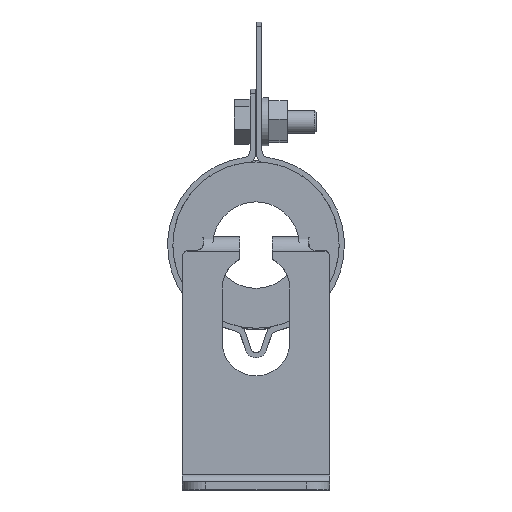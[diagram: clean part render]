
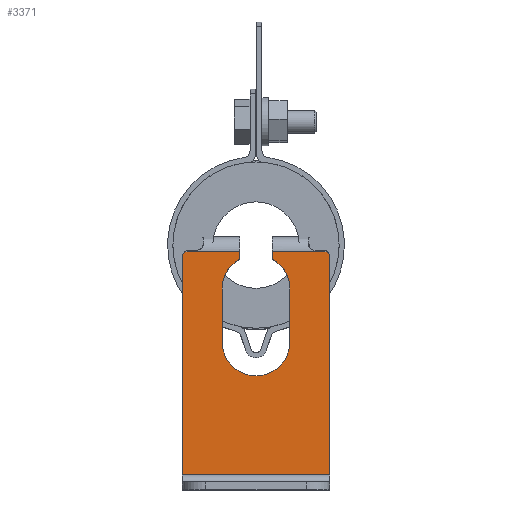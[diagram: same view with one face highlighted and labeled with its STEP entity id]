
A CAD part, front view. The second image highlights one B-rep face of the part: STEP entity #3371.
In plain terms, the highlighted planar face has unit normal (0, -1, 0).
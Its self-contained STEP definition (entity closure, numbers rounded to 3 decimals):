
#137=ELLIPSE('',#3867,1.004,1.);
#138=ELLIPSE('',#3869,1.004,1.);
#239=LINE('',#10302,#509);
#256=LINE('',#10370,#526);
#261=LINE('',#10397,#531);
#295=LINE('',#10500,#565);
#296=LINE('',#10503,#566);
#297=LINE('',#10504,#567);
#298=LINE('',#10508,#568);
#299=LINE('',#10509,#569);
#300=LINE('',#10511,#570);
#509=VECTOR('',#4314,1000.);
#526=VECTOR('',#4361,1000.);
#531=VECTOR('',#4376,1000.);
#565=VECTOR('',#4458,1000.);
#566=VECTOR('',#4463,1000.);
#567=VECTOR('',#4464,1000.);
#568=VECTOR('',#4467,1000.);
#569=VECTOR('',#4468,1000.);
#570=VECTOR('',#4469,1000.);
#779=PLANE('',#3866);
#1286=ORIENTED_EDGE('',*,*,#2004,.T.);
#1287=ORIENTED_EDGE('',*,*,#2093,.T.);
#1288=ORIENTED_EDGE('',*,*,#2032,.T.);
#1289=ORIENTED_EDGE('',*,*,#2094,.F.);
#1290=ORIENTED_EDGE('',*,*,#2018,.F.);
#1291=ORIENTED_EDGE('',*,*,#2095,.F.);
#1292=ORIENTED_EDGE('',*,*,#2096,.F.);
#1293=ORIENTED_EDGE('',*,*,#2097,.F.);
#1294=ORIENTED_EDGE('',*,*,#2015,.F.);
#1295=ORIENTED_EDGE('',*,*,#2098,.F.);
#1296=ORIENTED_EDGE('',*,*,#2099,.T.);
#1297=ORIENTED_EDGE('',*,*,#2100,.T.);
#1298=ORIENTED_EDGE('',*,*,#2042,.F.);
#1299=ORIENTED_EDGE('',*,*,#2092,.F.);
#2004=EDGE_CURVE('',#2455,#2454,#239,.T.);
#2015=EDGE_CURVE('',#2464,#2466,#2726,.T.);
#2018=EDGE_CURVE('',#2468,#2469,#2728,.T.);
#2032=EDGE_CURVE('',#2480,#2481,#256,.T.);
#2042=EDGE_CURVE('',#2488,#2489,#261,.T.);
#2092=EDGE_CURVE('',#2455,#2488,#295,.T.);
#2093=EDGE_CURVE('',#2454,#2480,#137,.T.);
#2094=EDGE_CURVE('',#2469,#2481,#296,.F.);
#2095=EDGE_CURVE('',#2522,#2468,#297,.T.);
#2096=EDGE_CURVE('',#2523,#2522,#2742,.T.);
#2097=EDGE_CURVE('',#2466,#2523,#298,.T.);
#2098=EDGE_CURVE('',#2524,#2464,#299,.T.);
#2099=EDGE_CURVE('',#2524,#2525,#300,.T.);
#2100=EDGE_CURVE('',#2525,#2489,#138,.T.);
#2454=VERTEX_POINT('',#10301);
#2455=VERTEX_POINT('',#10303);
#2464=VERTEX_POINT('',#10324);
#2466=VERTEX_POINT('',#10327);
#2468=VERTEX_POINT('',#10333);
#2469=VERTEX_POINT('',#10334);
#2480=VERTEX_POINT('',#10371);
#2481=VERTEX_POINT('',#10372);
#2488=VERTEX_POINT('',#10398);
#2489=VERTEX_POINT('',#10399);
#2522=VERTEX_POINT('',#10505);
#2523=VERTEX_POINT('',#10507);
#2524=VERTEX_POINT('',#10510);
#2525=VERTEX_POINT('',#10512);
#2726=CIRCLE('',#3826,5.099);
#2728=CIRCLE('',#3829,5.099);
#2742=CIRCLE('',#3868,5.099);
#2885=EDGE_LOOP('',(#1286,#1287,#1288,#1289,#1290,#1291,#1292,#1293,#1294,
#1295,#1296,#1297,#1298,#1299));
#3095=FACE_BOUND('',#2885,.T.);
#3371=ADVANCED_FACE('',(#3095),#779,.T.);
#3826=AXIS2_PLACEMENT_3D('',#10326,#4331,#4332);
#3829=AXIS2_PLACEMENT_3D('',#10332,#4338,#4339);
#3866=AXIS2_PLACEMENT_3D('',#10501,#4459,#4460);
#3867=AXIS2_PLACEMENT_3D('',#10502,#4461,#4462);
#3868=AXIS2_PLACEMENT_3D('',#10506,#4465,#4466);
#3869=AXIS2_PLACEMENT_3D('',#10513,#4470,#4471);
#4314=DIRECTION('',(0.,0.,1.));
#4331=DIRECTION('',(0.,-1.,0.));
#4332=DIRECTION('',(0.,0.,-1.));
#4338=DIRECTION('',(0.,-1.,0.));
#4339=DIRECTION('',(0.,0.,-1.));
#4361=DIRECTION('',(-1.,0.,0.));
#4376=DIRECTION('',(0.,0.,1.));
#4458=DIRECTION('',(-1.,0.,0.));
#4459=DIRECTION('',(0.,-1.,0.));
#4460=DIRECTION('',(0.,0.,-1.));
#4461=DIRECTION('',(0.,-1.,0.));
#4462=DIRECTION('',(0.,0.,1.));
#4463=DIRECTION('',(0.,0.,-1.));
#4464=DIRECTION('',(0.,0.,1.));
#4465=DIRECTION('',(0.,-1.,0.));
#4466=DIRECTION('',(1.,0.,0.));
#4467=DIRECTION('',(0.,0.,-1.));
#4468=DIRECTION('',(0.,0.,-1.));
#4469=DIRECTION('',(-1.,0.,0.));
#4470=DIRECTION('',(0.,-1.,0.));
#4471=DIRECTION('',(0.,0.,-1.));
#10301=CARTESIAN_POINT('',(0.,0.,33.797));
#10302=CARTESIAN_POINT('',(0.,0.,0.));
#10303=CARTESIAN_POINT('',(0.,0.,1.));
#10324=CARTESIAN_POINT('',(-13.508,0.,33.484));
#10326=CARTESIAN_POINT('',(-11.08,0.,29.));
#10327=CARTESIAN_POINT('',(-16.08,0.,28.));
#10332=CARTESIAN_POINT('',(-11.08,0.,29.));
#10333=CARTESIAN_POINT('',(-6.08,0.,28.));
#10334=CARTESIAN_POINT('',(-8.652,0.,33.484));
#10370=CARTESIAN_POINT('',(0.,0.,34.6));
#10371=CARTESIAN_POINT('',(-0.4,0.,34.6));
#10372=CARTESIAN_POINT('',(-8.652,0.,34.6));
#10397=CARTESIAN_POINT('',(-22.16,0.,0.));
#10398=CARTESIAN_POINT('',(-22.16,0.,1.));
#10399=CARTESIAN_POINT('',(-22.16,0.,33.797));
#10500=CARTESIAN_POINT('',(0.,0.,1.));
#10501=CARTESIAN_POINT('',(0.,0.,0.));
#10502=CARTESIAN_POINT('',(-1.,0.,33.797));
#10503=CARTESIAN_POINT('',(-8.652,0.,0.));
#10504=CARTESIAN_POINT('',(-6.08,0.,28.));
#10505=CARTESIAN_POINT('',(-6.08,0.,20.));
#10506=CARTESIAN_POINT('',(-11.08,0.,21.));
#10507=CARTESIAN_POINT('',(-16.08,0.,20.));
#10508=CARTESIAN_POINT('',(-16.08,0.,28.));
#10509=CARTESIAN_POINT('',(-13.508,0.,0.));
#10510=CARTESIAN_POINT('',(-13.508,0.,34.6));
#10511=CARTESIAN_POINT('',(0.,0.,34.6));
#10512=CARTESIAN_POINT('',(-21.76,0.,34.6));
#10513=CARTESIAN_POINT('',(-21.16,0.,33.797));
